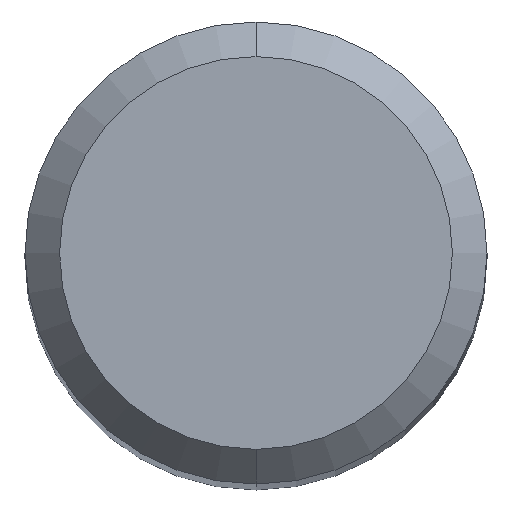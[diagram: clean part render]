
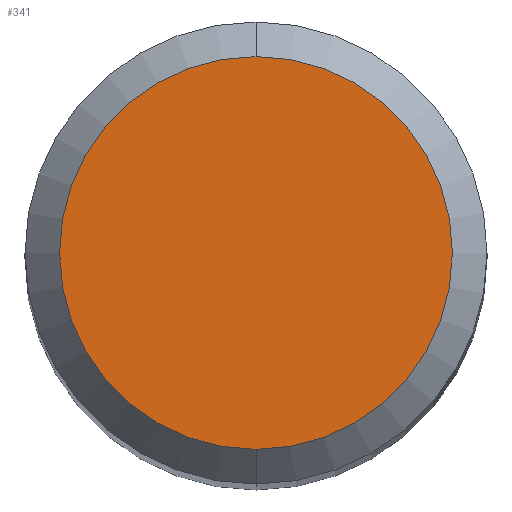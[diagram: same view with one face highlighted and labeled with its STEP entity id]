
A CAD part, top view. The second image highlights one B-rep face of the part: STEP entity #341.
In plain terms, the highlighted planar face has unit normal (0, 0, 1).
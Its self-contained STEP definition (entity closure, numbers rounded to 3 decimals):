
#181=EDGE_CURVE('',#269,#205,#489,.T.);
#199=EDGE_CURVE('',#205,#269,#507,.T.);
#205=VERTEX_POINT('',#514);
#269=VERTEX_POINT('',#583);
#341=ADVANCED_FACE('',(#664),#665,.T.);
#489=CIRCLE('',#819,1.7);
#507=CIRCLE('',#867,1.7);
#514=CARTESIAN_POINT('',(0.,-1.7,0.0));
#583=CARTESIAN_POINT('',(0.0,1.7,0.0));
#664=FACE_OUTER_BOUND('',#1237,.T.);
#665=PLANE('',#1238);
#819=AXIS2_PLACEMENT_3D('',#1453,#1454,#1455);
#867=AXIS2_PLACEMENT_3D('',#1457,#1458,#1459);
#1237=EDGE_LOOP('',(#1642,#1643));
#1238=AXIS2_PLACEMENT_3D('',#1644,#1645,#1646);
#1453=CARTESIAN_POINT('',(0.0,0.0,0.0));
#1454=DIRECTION('',(0.0,0.0,-1.0));
#1455=DIRECTION('',(0.0,1.0,0.0));
#1457=CARTESIAN_POINT('',(0.0,0.0,0.0));
#1458=DIRECTION('',(0.0,0.0,-1.0));
#1459=DIRECTION('',(0.0,1.0,0.0));
#1642=ORIENTED_EDGE('',*,*,#181,.F.);
#1643=ORIENTED_EDGE('',*,*,#199,.F.);
#1644=CARTESIAN_POINT('',(0.0,0.85,0.0));
#1645=DIRECTION('',(-0.0,0.0,1.0));
#1646=DIRECTION('',(0.0,-1.0,0.0));
